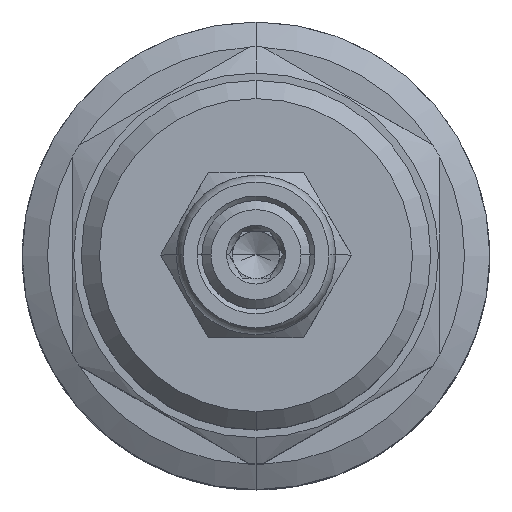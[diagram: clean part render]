
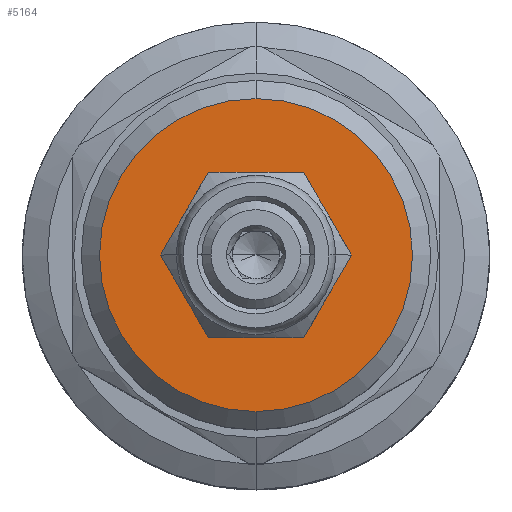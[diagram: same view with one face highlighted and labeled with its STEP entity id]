
A CAD part, top view. The second image highlights one B-rep face of the part: STEP entity #5164.
In plain terms, the highlighted planar face has unit normal (0, 0, 1).
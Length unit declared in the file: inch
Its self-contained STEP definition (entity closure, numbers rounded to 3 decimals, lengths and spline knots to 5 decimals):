
#1417=CARTESIAN_POINT('',(0.,0.,4.937));
#1418=DIRECTION('',(0.,0.,1.));
#1419=DIRECTION('',(0.,-1.,0.));
#1420=AXIS2_PLACEMENT_3D('',#1417,#1418,#1419);
#1435=CARTESIAN_POINT('',(0.,0.,4.937));
#1436=DIRECTION('',(0.,0.,1.));
#1437=DIRECTION('',(-1.,0.,0.));
#1438=AXIS2_PLACEMENT_3D('',#1435,#1436,#1437);
#1440=CARTESIAN_POINT('',(0.,0.,4.937));
#1441=DIRECTION('',(0.,0.,1.));
#1442=DIRECTION('',(1.,0.,0.));
#1443=AXIS2_PLACEMENT_3D('',#1440,#1441,#1442);
#1445=CARTESIAN_POINT('',(0.,0.,4.937));
#1446=DIRECTION('',(0.,0.,1.));
#1447=DIRECTION('',(0.,1.,0.));
#1448=AXIS2_PLACEMENT_3D('',#1445,#1446,#1447);
#2763=CARTESIAN_POINT('',(0.,0.532,4.937));
#2764=CARTESIAN_POINT('',(0.,-0.532,4.937));
#2765=VERTEX_POINT('',#2763);
#2766=VERTEX_POINT('',#2764);
#2979=CARTESIAN_POINT('',(-0.271,0.,4.937));
#2980=CARTESIAN_POINT('',(0.271,0.,4.937));
#2981=VERTEX_POINT('',#2979);
#2982=VERTEX_POINT('',#2980);
#5148=CARTESIAN_POINT('',(0.,0.,4.937));
#5149=DIRECTION('',(0.,0.,1.));
#5150=DIRECTION('',(0.,1.,0.));
#5151=AXIS2_PLACEMENT_3D('',#5148,#5149,#5150);
#5152=PLANE('',#5151);
#5153=ORIENTED_EDGE('',*,*,#5138,.F.);
#5155=ORIENTED_EDGE('',*,*,#5154,.F.);
#5156=EDGE_LOOP('',(#5153,#5155));
#5157=FACE_OUTER_BOUND('',#5156,.F.);
#5159=ORIENTED_EDGE('',*,*,#5158,.T.);
#5161=ORIENTED_EDGE('',*,*,#5160,.T.);
#5162=EDGE_LOOP('',(#5159,#5161));
#5163=FACE_BOUND('',#5162,.F.);
#5164=ADVANCED_FACE('',(#5157,#5163),#5152,.T.);
#1421=CIRCLE('',#1420,0.532);
#1439=CIRCLE('',#1438,0.271);
#1444=CIRCLE('',#1443,0.271);
#1449=CIRCLE('',#1448,0.532);
#5138=EDGE_CURVE('',#2766,#2765,#1421,.T.);
#5154=EDGE_CURVE('',#2765,#2766,#1449,.T.);
#5158=EDGE_CURVE('',#2981,#2982,#1439,.T.);
#5160=EDGE_CURVE('',#2982,#2981,#1444,.T.);
